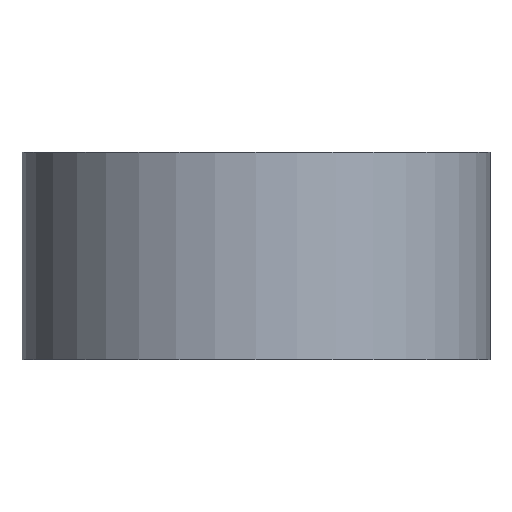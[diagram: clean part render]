
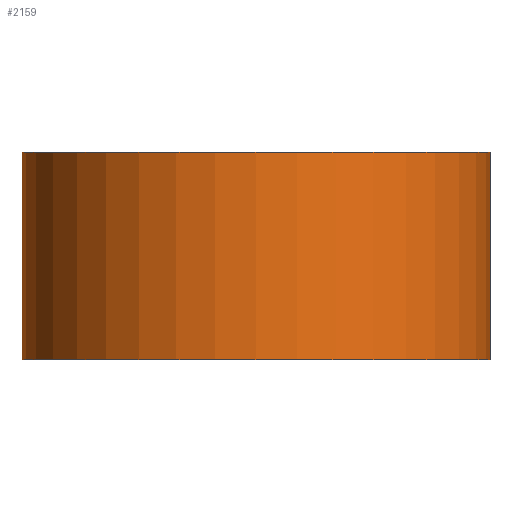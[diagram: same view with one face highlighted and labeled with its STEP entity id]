
A CAD part, front view. The second image highlights one B-rep face of the part: STEP entity #2159.
In plain terms, the highlighted cylindrical face has radius 28.19 mm (diameter 56.38 mm), a full revolution.
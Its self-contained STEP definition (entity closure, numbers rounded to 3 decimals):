
#1602=EDGE_CURVE('',#1603,#1603,#1605,.T.);
#1603=VERTEX_POINT('',#1604);
#1604=CARTESIAN_POINT('',(769.642,276.567,0.0));
#1605=CIRCLE('',#1606,28.19);
#1606=AXIS2_PLACEMENT_3D('',#1607,#1608,#1609);
#1607=CARTESIAN_POINT('',(797.832,276.567,0.0));
#1608=DIRECTION('',(0.0,0.0,-1.0));
#1609=DIRECTION('',(-1.0,0.0,0.0));
#2159=ADVANCED_FACE('',(#2160),#2178,.T.);
#2160=FACE_BOUND('',#2161,.T.);
#2161=EDGE_LOOP('',(#2162,#2171,#2176,#2177));
#2162=ORIENTED_EDGE('',*,*,#2163,.T.);
#2163=EDGE_CURVE('',#2164,#2164,#2166,.T.);
#2164=VERTEX_POINT('',#2165);
#2165=CARTESIAN_POINT('',(769.642,276.567,25.0));
#2166=CIRCLE('',#2167,28.19);
#2167=AXIS2_PLACEMENT_3D('',#2168,#2169,#2170);
#2168=CARTESIAN_POINT('',(797.832,276.567,25.0));
#2169=DIRECTION('',(0.0,0.0,-1.0));
#2170=DIRECTION('',(-1.0,0.0,0.0));
#2171=ORIENTED_EDGE('',*,*,#2172,.T.);
#2172=EDGE_CURVE('',#2164,#1603,#2173,.T.);
#2173=B_SPLINE_CURVE_WITH_KNOTS('',1,(#2174,#2175),.UNSPECIFIED.,.F.,.U.,(2,2),(0.0,25.0),.PIECEWISE_BEZIER_KNOTS.);
#2174=CARTESIAN_POINT('',(769.642,276.567,25.0));
#2175=CARTESIAN_POINT('',(769.642,276.567,0.0));
#2176=ORIENTED_EDGE('',*,*,#1602,.F.);
#2177=ORIENTED_EDGE('',*,*,#2172,.F.);
#2178=CYLINDRICAL_SURFACE('',#2179,28.19);
#2179=AXIS2_PLACEMENT_3D('',#2180,#2181,#2182);
#2180=CARTESIAN_POINT('',(797.832,276.567,25.0));
#2181=DIRECTION('',(0.0,0.0,-1.0));
#2182=DIRECTION('',(-1.0,0.0,0.0));
